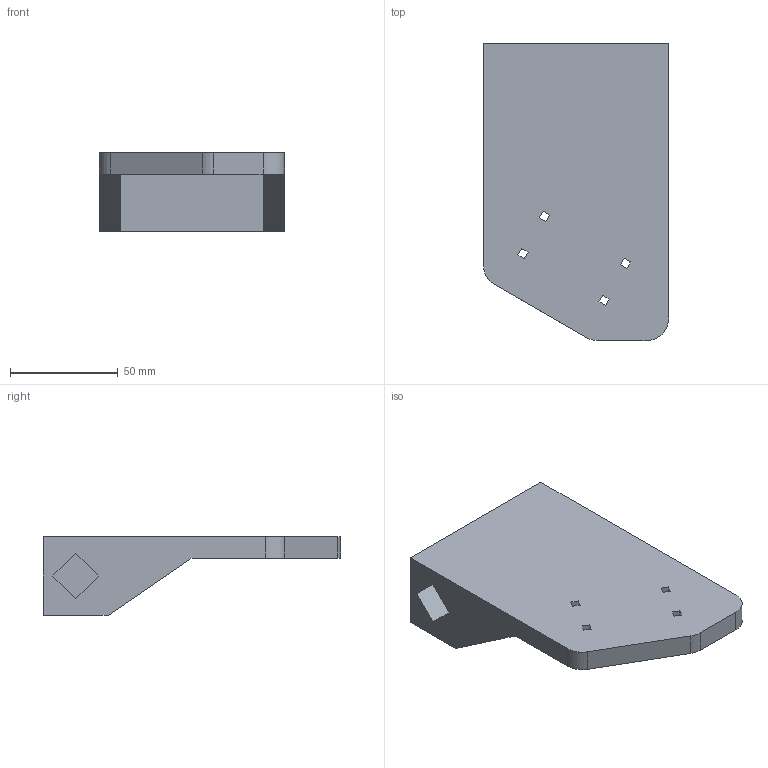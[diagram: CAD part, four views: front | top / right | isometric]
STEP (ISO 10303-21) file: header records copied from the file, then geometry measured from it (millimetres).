
FILE_DESCRIPTION(('FreeCAD Model'),'2;1');
FILE_NAME('Open CASCADE Shape Model','2024-12-15T01:56:26',(''),(''), 'Open CASCADE STEP processor 7.8','FreeCAD','Unknown');
FILE_SCHEMA(('AUTOMOTIVE_DESIGN { 1 0 10303 214 1 1 1 1 }'));
Length unit declared in the file: millimetre
Products named in the file (1): Rack Bracket
Bounding box: 86 x 138 x 36.6 mm (x, y, z)
Volume: 139258.7 mm3; surface area: 38982.8 mm2
Topology: 1 solids, 1 shells, 45 faces, 121 edges, 80 vertices
Faces by surface type: plane 42, cylinder 3
Entity records: 1422 total; most frequent: CARTESIAN_POINT 247, ORIENTED_EDGE 242, DIRECTION 219, EDGE_CURVE 121, LINE 115, VECTOR 115, VERTEX_POINT 80, FACE_BOUND 55
